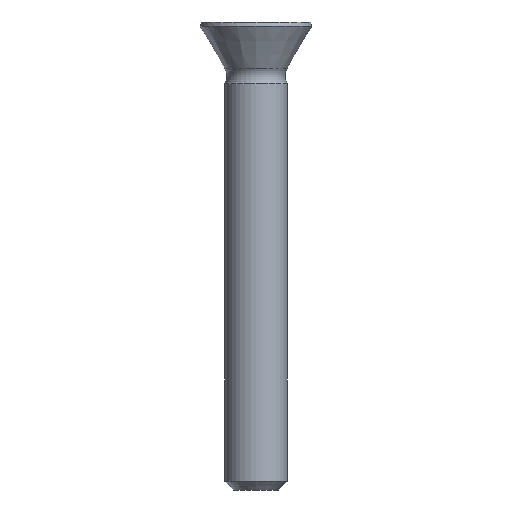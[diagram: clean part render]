
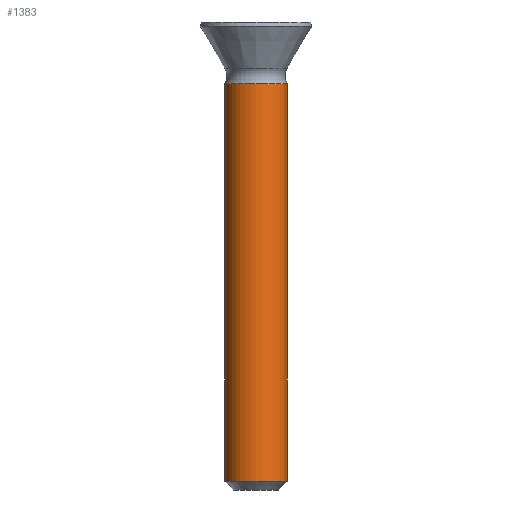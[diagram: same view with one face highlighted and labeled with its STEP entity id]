
A CAD part, front view. The second image highlights one B-rep face of the part: STEP entity #1383.
In plain terms, the highlighted cylindrical face has radius 0.7 mm (diameter 1.4 mm), a full revolution.
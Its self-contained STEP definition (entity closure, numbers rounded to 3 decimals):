
#143=CYLINDRICAL_SURFACE('',#1472,0.7);
#218=FACE_OUTER_BOUND('',#298,.T.);
#298=EDGE_LOOP('',(#1290,#1291,#1292,#1293,#1294));
#422=LINE('',#2569,#545);
#545=VECTOR('',#1728,0.7);
#548=CIRCLE('',#1412,0.7);
#552=CIRCLE('',#1416,0.7);
#565=CIRCLE('',#1471,0.7);
#568=VERTEX_POINT('',#1739);
#569=VERTEX_POINT('',#1740);
#698=VERTEX_POINT('',#2565);
#702=EDGE_CURVE('',#568,#569,#548,.T.);
#706=EDGE_CURVE('',#569,#568,#552,.T.);
#897=EDGE_CURVE('',#698,#698,#565,.T.);
#899=EDGE_CURVE('',#569,#698,#422,.T.);
#1290=ORIENTED_EDGE('',*,*,#702,.T.);
#1291=ORIENTED_EDGE('',*,*,#899,.T.);
#1292=ORIENTED_EDGE('',*,*,#897,.T.);
#1293=ORIENTED_EDGE('',*,*,#899,.F.);
#1294=ORIENTED_EDGE('',*,*,#706,.T.);
#1383=ADVANCED_FACE('',(#218),#143,.T.);
#1412=AXIS2_PLACEMENT_3D('',#1741,#1485,#1486);
#1416=AXIS2_PLACEMENT_3D('',#1747,#1493,#1494);
#1471=AXIS2_PLACEMENT_3D('',#2566,#1723,#1724);
#1472=AXIS2_PLACEMENT_3D('',#2568,#1726,#1727);
#1485=DIRECTION('center_axis',(0.,0.,-1.));
#1486=DIRECTION('ref_axis',(1.,0.,0.));
#1493=DIRECTION('center_axis',(0.,0.,-1.));
#1494=DIRECTION('ref_axis',(1.,0.,0.));
#1723=DIRECTION('center_axis',(0.,0.,1.));
#1724=DIRECTION('ref_axis',(0.,-1.,0.));
#1726=DIRECTION('center_axis',(0.,0.,1.));
#1727=DIRECTION('ref_axis',(0.,-1.,0.));
#1728=DIRECTION('',(0.,0.,-1.));
#1739=CARTESIAN_POINT('',(0.7,0.,0.915));
#1740=CARTESIAN_POINT('',(0.,0.7,0.915));
#1741=CARTESIAN_POINT('Origin',(0.,0.,0.915));
#1747=CARTESIAN_POINT('Origin',(0.,0.,0.915));
#2565=CARTESIAN_POINT('',(0.,0.7,-8.));
#2566=CARTESIAN_POINT('Origin',(0.,0.,-8.));
#2568=CARTESIAN_POINT('Origin',(0.,0.,-4.));
#2569=CARTESIAN_POINT('',(0.,0.7,-4.));
